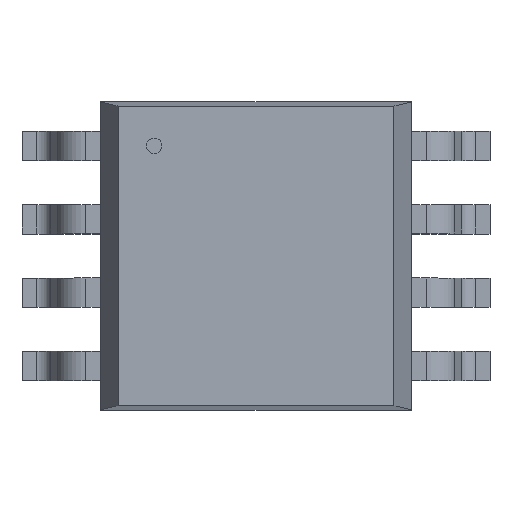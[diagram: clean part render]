
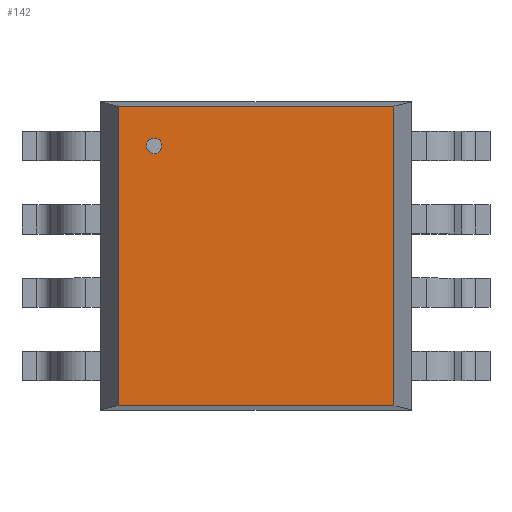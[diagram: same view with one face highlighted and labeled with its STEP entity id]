
A CAD part, top view. The second image highlights one B-rep face of the part: STEP entity #142.
In plain terms, the highlighted planar face has unit normal (0, 0, 1).
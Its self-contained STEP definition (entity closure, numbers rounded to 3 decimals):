
#142 = ADVANCED_FACE('',(#143),#177,.T.);
#143 = FACE_BOUND('',#144,.T.);
#144 = EDGE_LOOP('',(#145,#155,#163,#171));
#145 = ORIENTED_EDGE('',*,*,#146,.F.);
#146 = EDGE_CURVE('',#147,#149,#151,.T.);
#147 = VERTEX_POINT('',#148);
#148 = CARTESIAN_POINT('',(2.388,-2.591,2.159));
#149 = VERTEX_POINT('',#150);
#150 = CARTESIAN_POINT('',(-2.388,-2.591,2.159));
#151 = LINE('',#152,#153);
#152 = CARTESIAN_POINT('',(2.388,-2.591,2.159));
#153 = VECTOR('',#154,1.);
#154 = DIRECTION('',(-1.,0.,0.));
#155 = ORIENTED_EDGE('',*,*,#156,.F.);
#156 = EDGE_CURVE('',#157,#147,#159,.T.);
#157 = VERTEX_POINT('',#158);
#158 = CARTESIAN_POINT('',(2.388,2.591,2.159));
#159 = LINE('',#160,#161);
#160 = CARTESIAN_POINT('',(2.388,2.591,2.159));
#161 = VECTOR('',#162,1.);
#162 = DIRECTION('',(0.,-1.,0.));
#163 = ORIENTED_EDGE('',*,*,#164,.F.);
#164 = EDGE_CURVE('',#165,#157,#167,.T.);
#165 = VERTEX_POINT('',#166);
#166 = CARTESIAN_POINT('',(-2.388,2.591,2.159));
#167 = LINE('',#168,#169);
#168 = CARTESIAN_POINT('',(-2.388,2.591,2.159));
#169 = VECTOR('',#170,1.);
#170 = DIRECTION('',(1.,0.,0.));
#171 = ORIENTED_EDGE('',*,*,#172,.F.);
#172 = EDGE_CURVE('',#149,#165,#173,.T.);
#173 = LINE('',#174,#175);
#174 = CARTESIAN_POINT('',(-2.388,-2.591,2.159));
#175 = VECTOR('',#176,1.);
#176 = DIRECTION('',(0.,1.,0.));
#177 = PLANE('',#178);
#178 = AXIS2_PLACEMENT_3D('',#179,#180,#181);
#179 = CARTESIAN_POINT('',(-2.388,-2.591,2.159));
#180 = DIRECTION('',(0.,0.,1.));
#181 = DIRECTION('',(0.,1.,0.));
